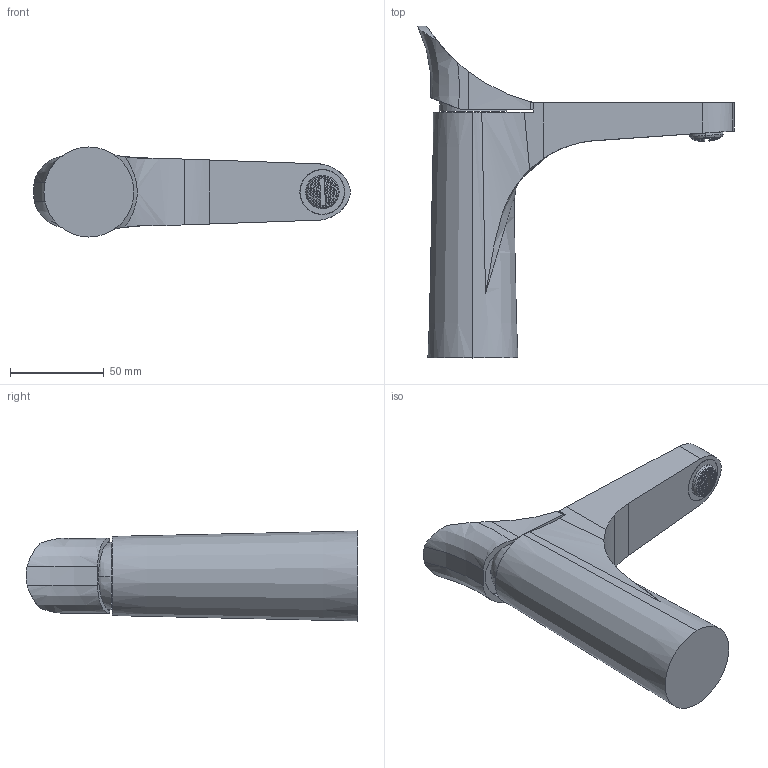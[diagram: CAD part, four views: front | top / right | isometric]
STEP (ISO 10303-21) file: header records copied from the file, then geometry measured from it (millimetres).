
FILE_DESCRIPTION (( 'STEP AP214' ), '1' );
FILE_NAME ('13030.STEP', '2023-10-06T15:07:47', ( '' ), ( '' ), 'SwSTEP 2.0', 'SolidWorks 2018', '' );
FILE_SCHEMA (( 'AUTOMOTIVE_DESIGN' ));
Length unit declared in the file: millimetre
Products named in the file (1): 13030
Bounding box: 168.8 x 176.94 x 48 mm (x, y, z)
Surface area: 45858 mm2 (no closed solid volume)
Topology: 0 solids, 4 shells, 368 faces, 1219 edges, 849 vertices
Faces by surface type: plane 330, bspline 21, cylinder 13, cone 4
Entity records: 18272 total; most frequent: CARTESIAN_POINT 4784, ORIENTED_EDGE 1934, DIRECTION 1498, EDGE_CURVE 1219, VERTEX_POINT 849, LINE 734, VECTOR 734, B_SPLINE_CURVE_WITH_KNOTS 447
